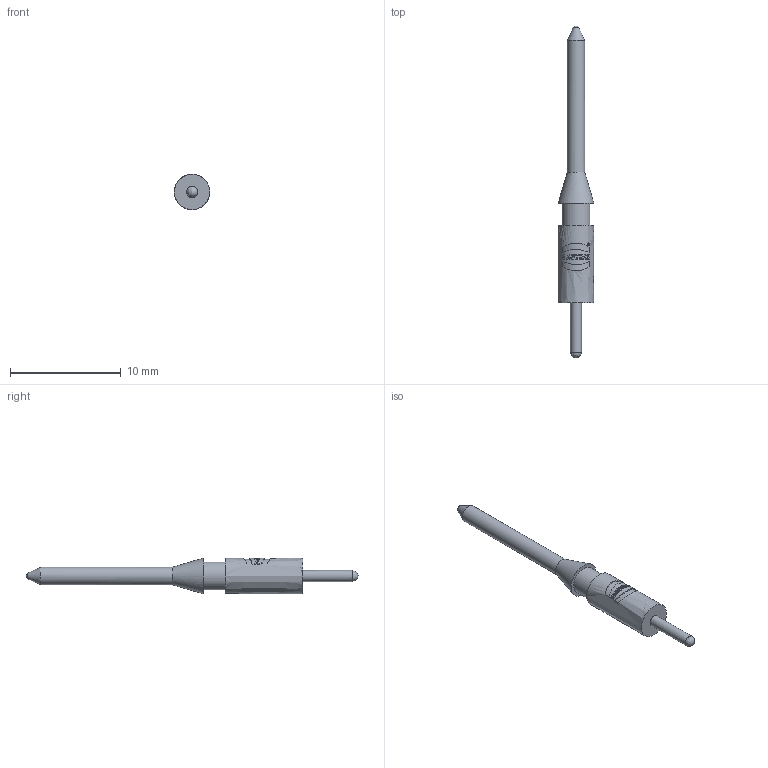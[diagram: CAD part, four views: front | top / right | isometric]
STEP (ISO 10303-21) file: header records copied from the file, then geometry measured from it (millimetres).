
FILE_DESCRIPTION(( 'HARTING HARTING HARTING HARTING HARTING HARTING HARTING HARTING HARTING', 'This Document is valid for Parts No. 09 15 000 6191'),'2;1');
FILE_NAME('MD_09150006191_R25592.stp', '2004-04-08T15:58:25',('ITIS-3'),('HARTING KGaA, D-32339 Espelkamp'), 'I-DEAS Master Series 9','HP-UNIX','Yes');
FILE_SCHEMA(('AUTOMOTIVE_DESIGN { 1 0 10303 214 0 1 1 1 }'));
Length unit declared in the file: millimetre
Products named in the file (1): R15-Kontaktstift
Bounding box: 3.2 x 30 x 3.2 mm (x, y, z)
Volume: 108.1 mm3; surface area: 204.4 mm2
Topology: 1 solids, 1 shells, 162 faces, 434 edges, 294 vertices
Faces by surface type: bspline 162
Entity records: 5420 total; most frequent: CARTESIAN_POINT 2569, ORIENTED_EDGE 854, EDGE_CURVE 427, VERTEX_POINT 285, EDGE_LOOP 180, OVER_RIDING_STYLED_ITEM 170, FACE_OUTER_BOUND 162, ADVANCED_FACE 162
